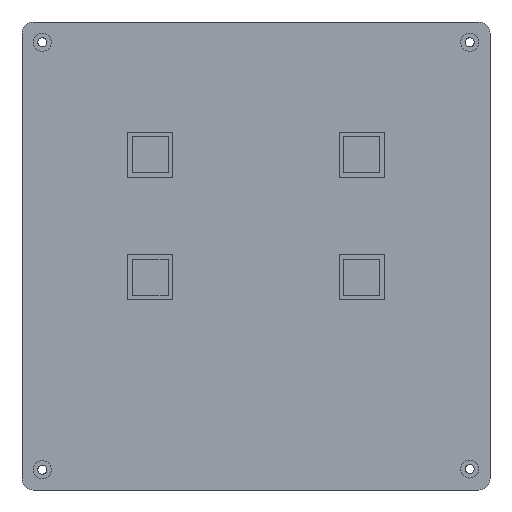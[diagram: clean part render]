
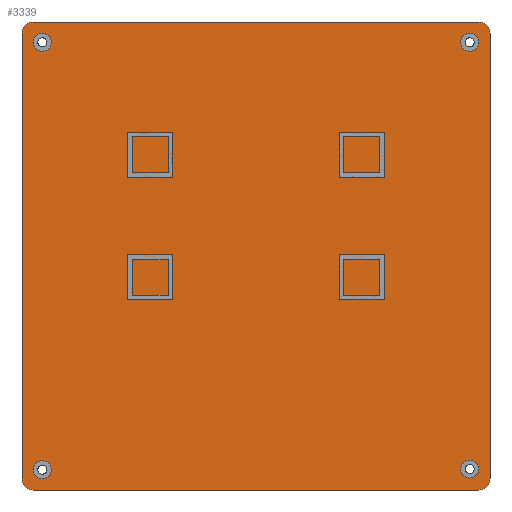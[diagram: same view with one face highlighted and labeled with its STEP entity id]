
A CAD part, front view. The second image highlights one B-rep face of the part: STEP entity #3339.
In plain terms, the highlighted planar face has unit normal (0, -1, 0).
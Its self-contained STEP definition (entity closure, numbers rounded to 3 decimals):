
#26=CIRCLE('',#3544,5.);
#30=CIRCLE('',#3551,5.);
#31=CIRCLE('',#3554,5.);
#32=CIRCLE('',#3555,5.);
#33=CIRCLE('',#3556,4.);
#34=CIRCLE('',#3557,4.);
#35=CIRCLE('',#3558,4.);
#36=CIRCLE('',#3559,4.);
#125=FACE_BOUND('',#458,.T.);
#126=FACE_BOUND('',#459,.T.);
#127=FACE_BOUND('',#460,.T.);
#128=FACE_BOUND('',#461,.T.);
#250=FACE_OUTER_BOUND('',#457,.T.);
#457=EDGE_LOOP('',(#2681,#2682,#2683,#2684,#2685,#2686,#2687,#2688));
#458=EDGE_LOOP('',(#2689));
#459=EDGE_LOOP('',(#2690));
#460=EDGE_LOOP('',(#2691));
#461=EDGE_LOOP('',(#2692));
#806=LINE('',#5034,#1223);
#820=LINE('',#5071,#1237);
#822=LINE('',#5077,#1239);
#823=LINE('',#5079,#1240);
#1223=VECTOR('',#4109,10.);
#1237=VECTOR('',#4137,10.);
#1239=VECTOR('',#4143,10.);
#1240=VECTOR('',#4146,10.);
#1566=VERTEX_POINT('',#5024);
#1567=VERTEX_POINT('',#5026);
#1569=VERTEX_POINT('',#5032);
#1583=VERTEX_POINT('',#5064);
#1584=VERTEX_POINT('',#5066);
#1585=VERTEX_POINT('',#5070);
#1586=VERTEX_POINT('',#5074);
#1587=VERTEX_POINT('',#5076);
#1588=VERTEX_POINT('',#5080);
#1589=VERTEX_POINT('',#5082);
#1590=VERTEX_POINT('',#5084);
#1591=VERTEX_POINT('',#5086);
#1952=EDGE_CURVE('',#1566,#1567,#26,.T.);
#1956=EDGE_CURVE('',#1569,#1566,#806,.T.);
#1972=EDGE_CURVE('',#1583,#1584,#30,.T.);
#1974=EDGE_CURVE('',#1584,#1585,#820,.T.);
#1976=EDGE_CURVE('',#1586,#1569,#31,.T.);
#1977=EDGE_CURVE('',#1587,#1586,#822,.T.);
#1978=EDGE_CURVE('',#1585,#1587,#32,.T.);
#1979=EDGE_CURVE('',#1567,#1583,#823,.T.);
#1980=EDGE_CURVE('',#1588,#1588,#33,.T.);
#1981=EDGE_CURVE('',#1589,#1589,#34,.T.);
#1982=EDGE_CURVE('',#1590,#1590,#35,.T.);
#1983=EDGE_CURVE('',#1591,#1591,#36,.T.);
#2681=ORIENTED_EDGE('',*,*,#1952,.F.);
#2682=ORIENTED_EDGE('',*,*,#1956,.F.);
#2683=ORIENTED_EDGE('',*,*,#1976,.F.);
#2684=ORIENTED_EDGE('',*,*,#1977,.F.);
#2685=ORIENTED_EDGE('',*,*,#1978,.F.);
#2686=ORIENTED_EDGE('',*,*,#1974,.F.);
#2687=ORIENTED_EDGE('',*,*,#1972,.F.);
#2688=ORIENTED_EDGE('',*,*,#1979,.F.);
#2689=ORIENTED_EDGE('',*,*,#1980,.T.);
#2690=ORIENTED_EDGE('',*,*,#1981,.T.);
#2691=ORIENTED_EDGE('',*,*,#1982,.T.);
#2692=ORIENTED_EDGE('',*,*,#1983,.T.);
#3176=PLANE('',#3553);
#3339=ADVANCED_FACE('',(#250,#125,#126,#127,#128),#3176,.F.);
#3544=AXIS2_PLACEMENT_3D('',#5027,#4102,#4103);
#3551=AXIS2_PLACEMENT_3D('',#5067,#4132,#4133);
#3553=AXIS2_PLACEMENT_3D('',#5073,#4139,#4140);
#3554=AXIS2_PLACEMENT_3D('',#5075,#4141,#4142);
#3555=AXIS2_PLACEMENT_3D('',#5078,#4144,#4145);
#3556=AXIS2_PLACEMENT_3D('',#5081,#4147,#4148);
#3557=AXIS2_PLACEMENT_3D('',#5083,#4149,#4150);
#3558=AXIS2_PLACEMENT_3D('',#5085,#4151,#4152);
#3559=AXIS2_PLACEMENT_3D('',#5087,#4153,#4154);
#4102=DIRECTION('center_axis',(0.,1.,0.));
#4103=DIRECTION('ref_axis',(-0.707,0.,0.707));
#4109=DIRECTION('',(0.,0.,1.));
#4132=DIRECTION('center_axis',(0.,1.,0.));
#4133=DIRECTION('ref_axis',(0.707,0.,0.707));
#4137=DIRECTION('',(0.,0.,-1.));
#4139=DIRECTION('center_axis',(0.,1.,0.));
#4140=DIRECTION('ref_axis',(1.,0.,0.));
#4141=DIRECTION('center_axis',(0.,1.,0.));
#4142=DIRECTION('ref_axis',(-0.707,0.,-0.707));
#4143=DIRECTION('',(-1.,0.,0.));
#4144=DIRECTION('center_axis',(0.,1.,0.));
#4145=DIRECTION('ref_axis',(0.707,0.,-0.707));
#4146=DIRECTION('',(1.,0.,0.));
#4147=DIRECTION('center_axis',(0.,1.,0.));
#4148=DIRECTION('ref_axis',(1.,0.,0.));
#4149=DIRECTION('center_axis',(0.,1.,0.));
#4150=DIRECTION('ref_axis',(1.,0.,0.));
#4151=DIRECTION('center_axis',(0.,1.,0.));
#4152=DIRECTION('ref_axis',(1.,0.,0.));
#4153=DIRECTION('center_axis',(0.,1.,0.));
#4154=DIRECTION('ref_axis',(1.,0.,0.));
#5024=CARTESIAN_POINT('',(0.,0.,-5.));
#5026=CARTESIAN_POINT('',(5.,0.,0.));
#5027=CARTESIAN_POINT('Origin',(5.,0.,-5.));
#5032=CARTESIAN_POINT('',(0.,0.,-203.));
#5034=CARTESIAN_POINT('',(0.,0.,-208.));
#5064=CARTESIAN_POINT('',(203.,0.,0.));
#5066=CARTESIAN_POINT('',(208.,0.,-5.));
#5067=CARTESIAN_POINT('Origin',(203.,0.,-5.));
#5070=CARTESIAN_POINT('',(208.,0.,-203.));
#5071=CARTESIAN_POINT('',(208.,0.,0.));
#5073=CARTESIAN_POINT('Origin',(104.,0.,-104.));
#5074=CARTESIAN_POINT('',(5.,0.,-208.));
#5075=CARTESIAN_POINT('Origin',(5.,0.,-203.));
#5076=CARTESIAN_POINT('',(203.,0.,-208.));
#5077=CARTESIAN_POINT('',(111.5,0.,-208.));
#5078=CARTESIAN_POINT('Origin',(203.,0.,-203.));
#5079=CARTESIAN_POINT('',(0.,0.,0.));
#5080=CARTESIAN_POINT('',(5.,0.,-199.));
#5081=CARTESIAN_POINT('Origin',(9.,0.,-199.));
#5082=CARTESIAN_POINT('',(5.,0.,-9.));
#5083=CARTESIAN_POINT('Origin',(9.,0.,-9.));
#5084=CARTESIAN_POINT('',(195.,0.,-198.704));
#5085=CARTESIAN_POINT('Origin',(199.,0.,-198.704));
#5086=CARTESIAN_POINT('',(195.,0.,-9.));
#5087=CARTESIAN_POINT('Origin',(199.,0.,-9.));
